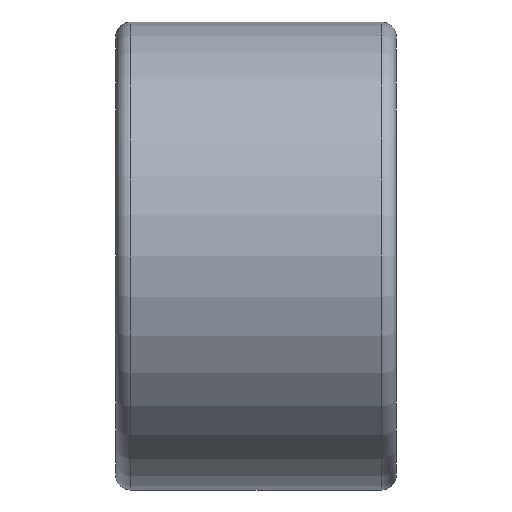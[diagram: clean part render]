
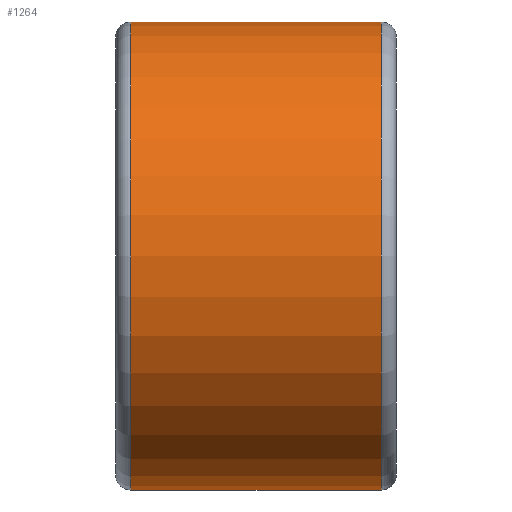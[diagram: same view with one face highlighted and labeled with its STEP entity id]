
A CAD part, left-side view. The second image highlights one B-rep face of the part: STEP entity #1264.
In plain terms, the highlighted cylindrical face has radius 31.75 mm (diameter 63.5 mm), a partial arc.
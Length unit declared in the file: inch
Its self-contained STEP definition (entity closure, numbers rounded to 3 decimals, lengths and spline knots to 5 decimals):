
#40 = CARTESIAN_POINT ( 'NONE',  ( 0., 0.08, -1.25 ) ) ;
#141 = DIRECTION ( 'NONE',  ( 0., 0., 1. ) ) ;
#145 = VECTOR ( 'NONE', #1475, 39.37008 ) ;
#146 = DIRECTION ( 'NONE',  ( 0., 1., 0. ) ) ;
#159 = CARTESIAN_POINT ( 'NONE',  ( 0., 0.08, 0. ) ) ;
#242 = DIRECTION ( 'NONE',  ( 0., -1., 0. ) ) ;
#286 = CARTESIAN_POINT ( 'NONE',  ( 0., 1.5, -1.25 ) ) ;
#300 = EDGE_CURVE ( 'NONE', #940, #819, #1361, .T. ) ;
#337 = EDGE_LOOP ( 'NONE', ( #1178, #512, #1278, #1141 ) ) ;
#396 = CARTESIAN_POINT ( 'NONE',  ( 0., 0.08, 1.25 ) ) ;
#467 = AXIS2_PLACEMENT_3D ( 'NONE', #933, #242, #1060 ) ;
#474 = FACE_OUTER_BOUND ( 'NONE', #337, .T. ) ;
#490 = LINE ( 'NONE', #286, #145 ) ;
#512 = ORIENTED_EDGE ( 'NONE', *, *, #1263, .T. ) ;
#688 = AXIS2_PLACEMENT_3D ( 'NONE', #159, #146, #141 ) ;
#699 = AXIS2_PLACEMENT_3D ( 'NONE', #1288, #825, #927 ) ;
#737 = CYLINDRICAL_SURFACE ( 'NONE', #699, 1.25 ) ;
#751 = CARTESIAN_POINT ( 'NONE',  ( 0., 1.42, 1.25 ) ) ;
#776 = CIRCLE ( 'NONE', #467, 1.25 ) ;
#790 = LINE ( 'NONE', #1490, #1383 ) ;
#819 = VERTEX_POINT ( 'NONE', #396 ) ;
#825 = DIRECTION ( 'NONE',  ( 0., -1., 0. ) ) ;
#879 = DIRECTION ( 'NONE',  ( 0., -1., 0. ) ) ;
#927 = DIRECTION ( 'NONE',  ( 0., 0., -1. ) ) ;
#933 = CARTESIAN_POINT ( 'NONE',  ( 0., 1.42, 0. ) ) ;
#940 = VERTEX_POINT ( 'NONE', #40 ) ;
#1007 = EDGE_CURVE ( 'NONE', #1431, #819, #790, .T. ) ;
#1060 = DIRECTION ( 'NONE',  ( 0., 0., 1. ) ) ;
#1064 = VERTEX_POINT ( 'NONE', #1138 ) ;
#1138 = CARTESIAN_POINT ( 'NONE',  ( 0., 1.42, -1.25 ) ) ;
#1141 = ORIENTED_EDGE ( 'NONE', *, *, #300, .T. ) ;
#1178 = ORIENTED_EDGE ( 'NONE', *, *, #1007, .F. ) ;
#1263 = EDGE_CURVE ( 'NONE', #1431, #1064, #776, .T. ) ;
#1264 = ADVANCED_FACE ( 'NONE', ( #474 ), #737, .T. ) ;
#1278 = ORIENTED_EDGE ( 'NONE', *, *, #1503, .T. ) ;
#1288 = CARTESIAN_POINT ( 'NONE',  ( 0., 1.5, 0. ) ) ;
#1361 = CIRCLE ( 'NONE', #688, 1.25 ) ;
#1383 = VECTOR ( 'NONE', #879, 39.37008 ) ;
#1431 = VERTEX_POINT ( 'NONE', #751 ) ;
#1475 = DIRECTION ( 'NONE',  ( 0., -1., 0. ) ) ;
#1490 = CARTESIAN_POINT ( 'NONE',  ( 0., 1.5, 1.25 ) ) ;
#1503 = EDGE_CURVE ( 'NONE', #1064, #940, #490, .T. ) ;
